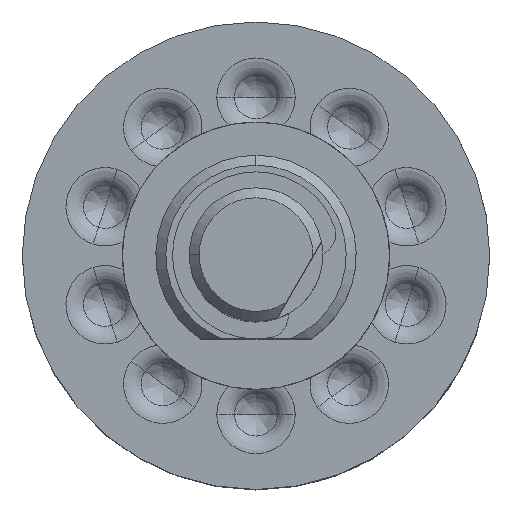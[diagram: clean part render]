
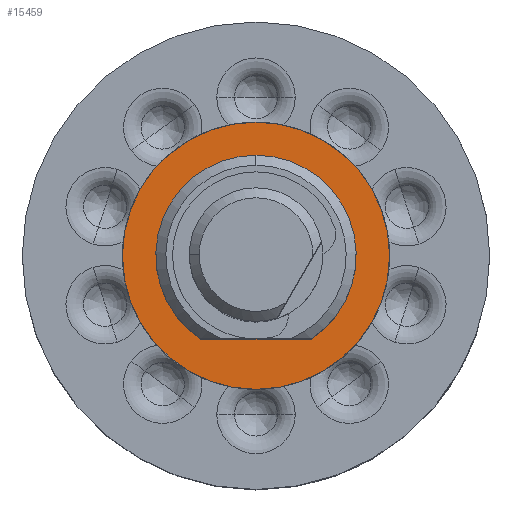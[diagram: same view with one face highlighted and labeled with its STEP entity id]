
A CAD part, top view. The second image highlights one B-rep face of the part: STEP entity #15459.
In plain terms, the highlighted planar face has unit normal (0, 0, 1).
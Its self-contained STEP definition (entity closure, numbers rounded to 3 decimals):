
#30 = EDGE_CURVE ( 'NONE', #12386, #2801, #1506, .T. ) ;
#409 = EDGE_CURVE ( 'NONE', #11946, #14248, #13251, .T. ) ;
#901 = DIRECTION ( 'NONE',  ( -1., 0., 0. ) ) ;
#1506 = CIRCLE ( 'NONE', #5687, 4. ) ;
#1849 = DIRECTION ( 'NONE',  ( 0., -1., 0. ) ) ;
#1859 = DIRECTION ( 'NONE',  ( 0., -1., 0. ) ) ;
#1861 = CARTESIAN_POINT ( 'NONE',  ( 0., 0., 0. ) ) ;
#2254 = AXIS2_PLACEMENT_3D ( 'NONE', #12455, #14989, #1859 ) ;
#2285 = AXIS2_PLACEMENT_3D ( 'NONE', #15172, #7991, #11409 ) ;
#2374 = FACE_BOUND ( 'NONE', #13455, .T. ) ;
#2801 = VERTEX_POINT ( 'NONE', #7475 ) ;
#3103 = CARTESIAN_POINT ( 'NONE',  ( 0., 4., 0. ) ) ;
#3247 = EDGE_CURVE ( 'NONE', #14248, #12833, #3665, .T. ) ;
#3665 = CIRCLE ( 'NONE', #15156, 3. ) ;
#3743 = CARTESIAN_POINT ( 'NONE',  ( 0., 3., 0. ) ) ;
#4650 = ORIENTED_EDGE ( 'NONE', *, *, #409, .F. ) ;
#5364 = CARTESIAN_POINT ( 'NONE',  ( 0., 0., 0. ) ) ;
#5632 = DIRECTION ( 'NONE',  ( 0., 0., 1. ) ) ;
#5687 = AXIS2_PLACEMENT_3D ( 'NONE', #15141, #5632, #7964 ) ;
#6630 = DIRECTION ( 'NONE',  ( 0., 0., 1. ) ) ;
#6833 = ORIENTED_EDGE ( 'NONE', *, *, #30, .T. ) ;
#7475 = CARTESIAN_POINT ( 'NONE',  ( 0., -4., 0. ) ) ;
#7560 = ORIENTED_EDGE ( 'NONE', *, *, #12026, .T. ) ;
#7964 = DIRECTION ( 'NONE',  ( 0., -1., 0. ) ) ;
#7991 = DIRECTION ( 'NONE',  ( 0., 0., 1. ) ) ;
#8059 = VECTOR ( 'NONE', #901, 1000. ) ;
#8655 = ORIENTED_EDGE ( 'NONE', *, *, #3247, .F. ) ;
#9936 = ORIENTED_EDGE ( 'NONE', *, *, #13373, .T. ) ;
#10776 = CIRCLE ( 'NONE', #14437, 4. ) ;
#11409 = DIRECTION ( 'NONE',  ( 0., -1., 0. ) ) ;
#11568 = CARTESIAN_POINT ( 'NONE',  ( 0., -2.5, 0. ) ) ;
#11946 = VERTEX_POINT ( 'NONE', #13415 ) ;
#11996 = LINE ( 'NONE', #11568, #8059 ) ;
#12026 = EDGE_CURVE ( 'NONE', #11946, #12833, #11996, .T. ) ;
#12039 = EDGE_LOOP ( 'NONE', ( #6833, #9936 ) ) ;
#12386 = VERTEX_POINT ( 'NONE', #3103 ) ;
#12409 = PLANE ( 'NONE',  #2254 ) ;
#12455 = CARTESIAN_POINT ( 'NONE',  ( 0., 0., 0. ) ) ;
#12471 = FACE_OUTER_BOUND ( 'NONE', #12039, .T. ) ;
#12833 = VERTEX_POINT ( 'NONE', #13939 ) ;
#13251 = CIRCLE ( 'NONE', #2285, 3. ) ;
#13373 = EDGE_CURVE ( 'NONE', #2801, #12386, #10776, .T. ) ;
#13415 = CARTESIAN_POINT ( 'NONE',  ( 1.658, -2.5, 0. ) ) ;
#13455 = EDGE_LOOP ( 'NONE', ( #4650, #7560, #8655 ) ) ;
#13775 = DIRECTION ( 'NONE',  ( 0., 0., 1. ) ) ;
#13939 = CARTESIAN_POINT ( 'NONE',  ( -1.658, -2.5, 0. ) ) ;
#14248 = VERTEX_POINT ( 'NONE', #3743 ) ;
#14437 = AXIS2_PLACEMENT_3D ( 'NONE', #5364, #13775, #1849 ) ;
#14989 = DIRECTION ( 'NONE',  ( 0., 0., 1. ) ) ;
#14994 = DIRECTION ( 'NONE',  ( 0., -1., 0. ) ) ;
#15141 = CARTESIAN_POINT ( 'NONE',  ( 0., 0., 0. ) ) ;
#15156 = AXIS2_PLACEMENT_3D ( 'NONE', #1861, #6630, #14994 ) ;
#15172 = CARTESIAN_POINT ( 'NONE',  ( 0., 0., 0. ) ) ;
#15459 = ADVANCED_FACE ( 'NONE', ( #2374, #12471 ), #12409, .T. ) ;
